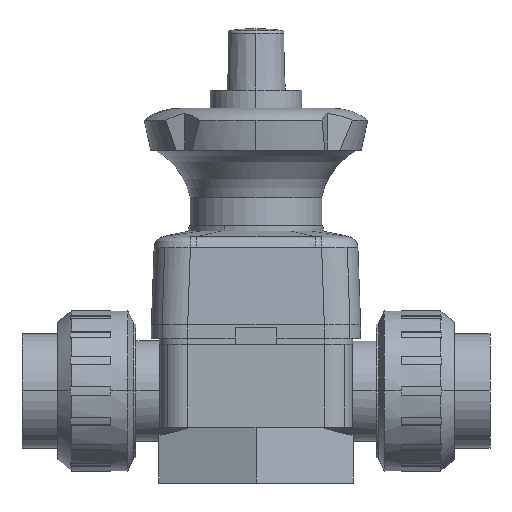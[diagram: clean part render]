
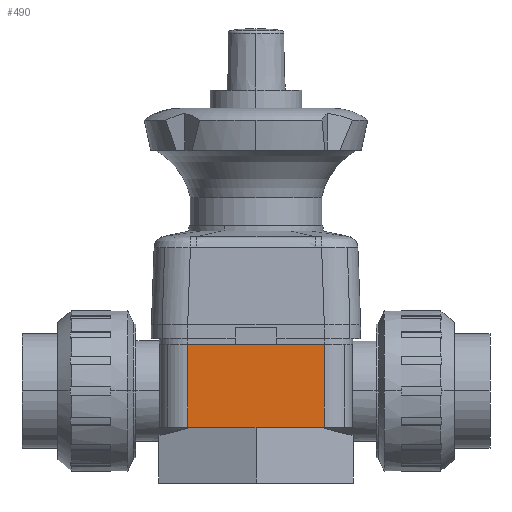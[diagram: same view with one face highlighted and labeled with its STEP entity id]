
A CAD part, front view. The second image highlights one B-rep face of the part: STEP entity #490.
In plain terms, the highlighted planar face has unit normal (0, -1, 0).
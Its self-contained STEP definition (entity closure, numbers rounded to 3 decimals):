
#490=ADVANCED_FACE('',(#1291),#1292,.T.);
#1291=FACE_OUTER_BOUND('',#2468,.T.);
#1292=PLANE('',#2469);
#2468=EDGE_LOOP('',(#4880,#4881,#4882,#4883));
#2469=AXIS2_PLACEMENT_3D('',#4884,#4885,#4886);
#4880=ORIENTED_EDGE('',*,*,#8121,.F.);
#4881=ORIENTED_EDGE('',*,*,#8133,.F.);
#4882=ORIENTED_EDGE('',*,*,#8084,.F.);
#4883=ORIENTED_EDGE('',*,*,#8124,.F.);
#4884=CARTESIAN_POINT('',(-34.5,-38.0,-13.0));
#4885=DIRECTION('',(0.,-1.0,0.0));
#4886=DIRECTION('',(0.0,0.0,-1.0));
#8084=EDGE_CURVE('',#9464,#9466,#9467,.T.);
#8121=EDGE_CURVE('',#9524,#9526,#9527,.T.);
#8124=EDGE_CURVE('',#9526,#9464,#9530,.T.);
#8133=EDGE_CURVE('',#9466,#9524,#9545,.T.);
#9464=VERTEX_POINT('',#11543);
#9466=VERTEX_POINT('',#11545);
#9467=LINE('',#11546,#11547);
#9524=VERTEX_POINT('',#11620);
#9526=VERTEX_POINT('',#11622);
#9527=LINE('',#11623,#11624);
#9530=LINE('',#11627,#11628);
#9545=LINE('',#11649,#11650);
#11543=CARTESIAN_POINT('',(-24.5,-38.0,-13.0));
#11545=CARTESIAN_POINT('',(-24.5,-38.0,16.7));
#11546=CARTESIAN_POINT('',(-24.5,-38.0,-13.0));
#11547=VECTOR('',#14969,29.7);
#11620=CARTESIAN_POINT('',(24.5,-38.0,16.7));
#11622=CARTESIAN_POINT('',(24.5,-38.0,-13.0));
#11623=CARTESIAN_POINT('',(24.5,-38.0,-13.0));
#11624=VECTOR('',#15022,29.7);
#11627=CARTESIAN_POINT('',(34.5,-38.0,-13.0));
#11628=VECTOR('',#15026,49.0);
#11649=CARTESIAN_POINT('',(34.5,-38.0,16.7));
#11650=VECTOR('',#15036,49.0);
#14969=DIRECTION('',(0.0,0.0,1.0));
#15022=DIRECTION('',(0.0,0.0,-1.0));
#15026=DIRECTION('',(-1.0,0.,0.0));
#15036=DIRECTION('',(1.0,0.,0.0));
